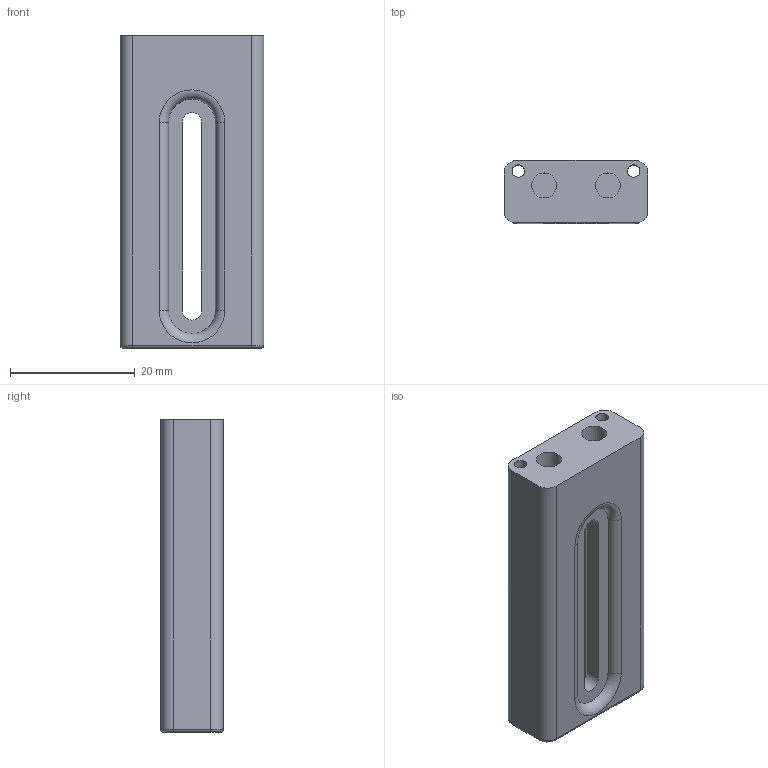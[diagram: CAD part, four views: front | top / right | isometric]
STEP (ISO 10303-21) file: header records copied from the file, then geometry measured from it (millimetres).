
FILE_DESCRIPTION(/* description */ (''),/* implementation_level */ '2;1');
FILE_NAME(/* name */ 'acoustifly_v8_vert-profil.stp',/* time_stamp */ '2024-05-30T09:33:57+02:00',/* author */ ('Jannik Fritsch'),/* organization */ (''),/* preprocessor_version */ 'ST-DEVELOPER v19.2',/* originating_system */ 'Autodesk Inventor 2024',/* authorisation */ '');
FILE_SCHEMA (('AUTOMOTIVE_DESIGN { 1 0 10303 214 3 1 1 }'));
Length unit declared in the file: millimetre
Products named in the file (2): acoustifly_v8_v1_zusammenführung; Vert_Profile_MIR
Assembly tree (1 placements, depth 2):
  acoustifly_v8_v1_zusammenführung
    Vert_Profile_MIR
Bounding box: 23 x 10 x 50 mm (x, y, z)
Volume: 6972.2 mm3; surface area: 5136 mm2
Topology: 1 solids, 1 shells, 49 faces, 118 edges, 74 vertices
Faces by surface type: cylinder 22, plane 19, torus 8
Full cylindrical faces by diameter (mm): 2 x2, 4 x2
Entity records: 1575 total; most frequent: DIRECTION 276, CARTESIAN_POINT 245, ORIENTED_EDGE 236, EDGE_CURVE 118, AXIS2_PLACEMENT_3D 105, VERTEX_POINT 74, LINE 66, VECTOR 66
